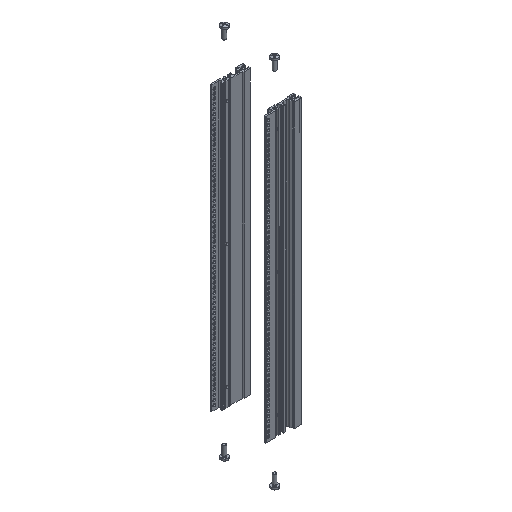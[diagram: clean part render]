
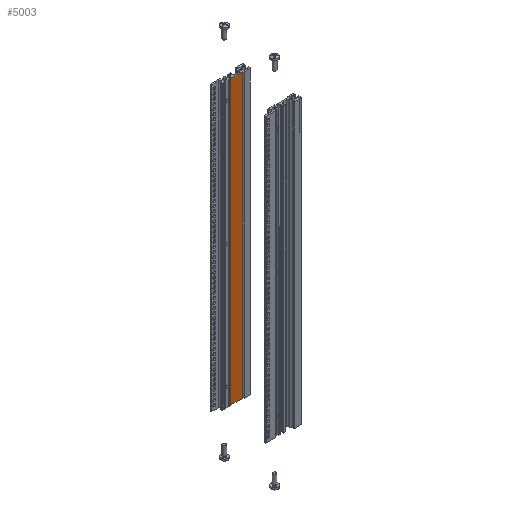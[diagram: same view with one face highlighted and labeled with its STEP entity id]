
A CAD part, isometric view. The second image highlights one B-rep face of the part: STEP entity #5003.
In plain terms, the highlighted face is planar.
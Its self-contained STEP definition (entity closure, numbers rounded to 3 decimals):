
#71=PLANE($,#5320);
#178=LINE($,#7996,#458);
#183=LINE($,#8006,#463);
#250=LINE($,#8163,#530);
#320=LINE($,#8330,#600);
#458=VECTOR($,#5949,325.12);
#463=VECTOR($,#5958,14.525);
#530=VECTOR($,#6055,325.12);
#600=VECTOR($,#6173,14.525);
#1452=FACE_OUTER_BOUND($,#1718,.T.);
#1718=EDGE_LOOP($,(#3855,#3856,#3857,#3858));
#2437=VERTEX_POINT($,#7993);
#2438=VERTEX_POINT($,#7995);
#2441=VERTEX_POINT($,#8005);
#2516=VERTEX_POINT($,#8162);
#2968=EDGE_CURVE($,#2438,#2437,#178,.T.);
#2973=EDGE_CURVE($,#2438,#2441,#183,.T.);
#3053=EDGE_CURVE($,#2516,#2441,#250,.T.);
#3139=EDGE_CURVE($,#2516,#2437,#320,.T.);
#3855=ORIENTED_EDGE($,*,*,#3139,.F.);
#3856=ORIENTED_EDGE($,*,*,#3053,.T.);
#3857=ORIENTED_EDGE($,*,*,#2973,.F.);
#3858=ORIENTED_EDGE($,*,*,#2968,.T.);
#5003=ADVANCED_FACE($,(#1452),#71,.T.);
#5320=AXIS2_PLACEMENT_3D($,#8331,#6174,#6175);
#5949=DIRECTION($,(0.,0.,-1.));
#5958=DIRECTION($,(-1.,0.,0.));
#6055=DIRECTION($,(0.,0.,1.));
#6173=DIRECTION($,(1.,0.,0.));
#6174=DIRECTION('center_axis',(0.,1.,0.));
#6175=DIRECTION('ref_axis',(0.,0.,1.));
#7993=CARTESIAN_POINT('',(908.739,368.351,0.));
#7995=CARTESIAN_POINT('',(908.739,368.351,325.12));
#7996=CARTESIAN_POINT($,(908.739,368.351,325.12));
#8005=CARTESIAN_POINT('',(894.214,368.351,325.12));
#8006=CARTESIAN_POINT($,(897.396,368.351,325.12));
#8162=CARTESIAN_POINT('',(894.214,368.351,0.));
#8163=CARTESIAN_POINT($,(894.214,368.351,162.56));
#8330=CARTESIAN_POINT($,(830.912,368.351,0.));
#8331=CARTESIAN_POINT('Origin',(885.239,368.351,0.));
